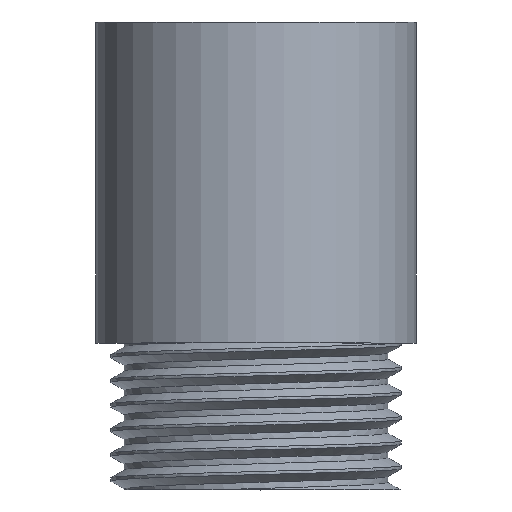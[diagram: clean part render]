
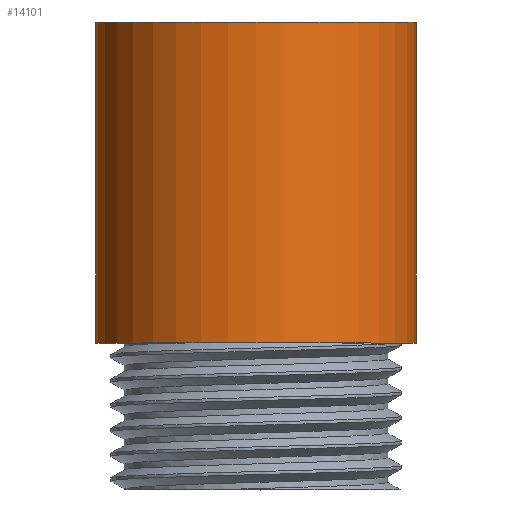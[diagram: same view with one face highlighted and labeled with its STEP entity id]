
A CAD part, top view. The second image highlights one B-rep face of the part: STEP entity #14101.
In plain terms, the highlighted cylindrical face has radius 12.7 mm (diameter 25.4 mm), a partial arc.
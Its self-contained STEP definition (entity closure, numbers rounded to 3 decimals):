
#601 = EDGE_CURVE ( 'NONE', #7254, #2416, #19961, .T. ) ;
#1105 = CARTESIAN_POINT ( 'NONE',  ( 0., 21.233, 0. ) ) ;
#1318 = DIRECTION ( 'NONE',  ( 0., 1., 0. ) ) ;
#1325 = DIRECTION ( 'NONE',  ( 0., 1., 0. ) ) ;
#2090 = VECTOR ( 'NONE', #21602, 1000. ) ;
#2416 = VERTEX_POINT ( 'NONE', #8871 ) ;
#2417 = CARTESIAN_POINT ( 'NONE',  ( 12.7, 21.233, 0. ) ) ;
#3367 = CARTESIAN_POINT ( 'NONE',  ( 0., 21.233, 0. ) ) ;
#4019 = DIRECTION ( 'NONE',  ( 0., 1., 0. ) ) ;
#4083 = AXIS2_PLACEMENT_3D ( 'NONE', #1105, #1318, #7789 ) ;
#4972 = EDGE_LOOP ( 'NONE', ( #21250, #10819, #11098, #9033 ) ) ;
#6059 = CARTESIAN_POINT ( 'NONE',  ( 12.7, -4.167, 0. ) ) ;
#6903 = EDGE_CURVE ( 'NONE', #7254, #12943, #7370, .T. ) ;
#7254 = VERTEX_POINT ( 'NONE', #18300 ) ;
#7370 = CIRCLE ( 'NONE', #16121, 12.7 ) ;
#7789 = DIRECTION ( 'NONE',  ( -1., 0., 0. ) ) ;
#8652 = DIRECTION ( 'NONE',  ( 1., 0., 0. ) ) ;
#8871 = CARTESIAN_POINT ( 'NONE',  ( -12.7, 21.233, 0. ) ) ;
#9033 = ORIENTED_EDGE ( 'NONE', *, *, #601, .F. ) ;
#9084 = CARTESIAN_POINT ( 'NONE',  ( 12.7, 21.233, 0. ) ) ;
#9665 = FACE_OUTER_BOUND ( 'NONE', #4972, .T. ) ;
#10819 = ORIENTED_EDGE ( 'NONE', *, *, #15827, .T. ) ;
#11098 = ORIENTED_EDGE ( 'NONE', *, *, #18564, .F. ) ;
#11956 = CARTESIAN_POINT ( 'NONE',  ( 0., -4.167, 0. ) ) ;
#12234 = VERTEX_POINT ( 'NONE', #2417 ) ;
#12943 = VERTEX_POINT ( 'NONE', #6059 ) ;
#13472 = DIRECTION ( 'NONE',  ( -1., 0., 0. ) ) ;
#14101 = ADVANCED_FACE ( 'NONE', ( #9665 ), #19547, .T. ) ;
#15827 = EDGE_CURVE ( 'NONE', #12943, #12234, #16290, .T. ) ;
#16121 = AXIS2_PLACEMENT_3D ( 'NONE', #11956, #18653, #8652 ) ;
#16290 = LINE ( 'NONE', #9084, #21651 ) ;
#17413 = AXIS2_PLACEMENT_3D ( 'NONE', #3367, #1325, #13472 ) ;
#18300 = CARTESIAN_POINT ( 'NONE',  ( -12.7, -4.167, 0. ) ) ;
#18313 = CARTESIAN_POINT ( 'NONE',  ( -12.7, 21.233, 0. ) ) ;
#18564 = EDGE_CURVE ( 'NONE', #2416, #12234, #19183, .T. ) ;
#18653 = DIRECTION ( 'NONE',  ( 0., 1., 0. ) ) ;
#19183 = CIRCLE ( 'NONE', #17413, 12.7 ) ;
#19547 = CYLINDRICAL_SURFACE ( 'NONE', #4083, 12.7 ) ;
#19961 = LINE ( 'NONE', #18313, #2090 ) ;
#21250 = ORIENTED_EDGE ( 'NONE', *, *, #6903, .T. ) ;
#21602 = DIRECTION ( 'NONE',  ( 0., 1., 0. ) ) ;
#21651 = VECTOR ( 'NONE', #4019, 1000. ) ;
